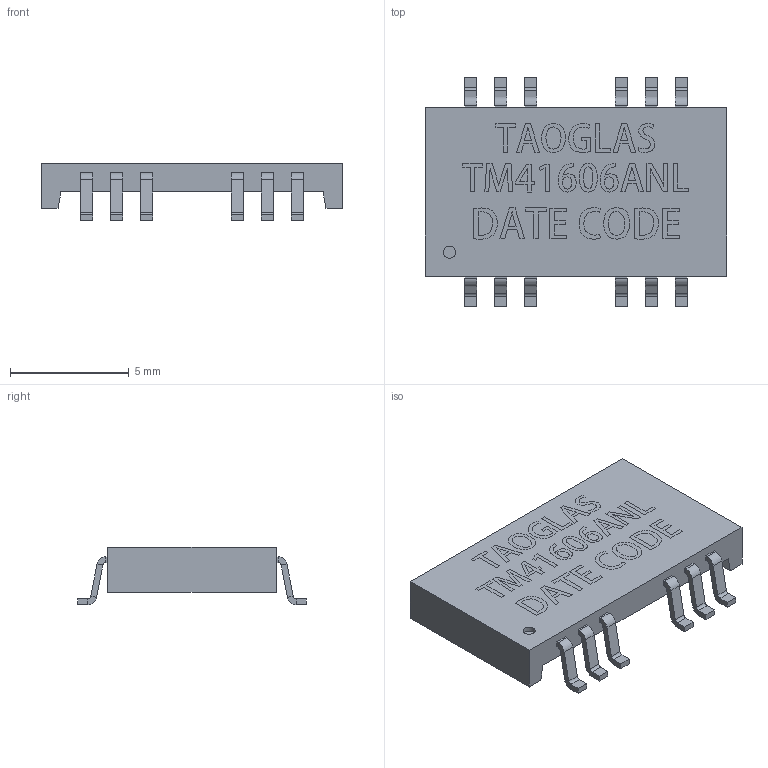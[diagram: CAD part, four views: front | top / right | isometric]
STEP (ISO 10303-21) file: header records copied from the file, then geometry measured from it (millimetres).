
FILE_DESCRIPTION (( 'STEP AP214' ), '1' );
FILE_NAME ('TM41606ANL.STEP', '2024-07-23T05:52:22', ( '' ), ( '' ), 'SwSTEP 2.0', 'SolidWorks 2022', '' );
FILE_SCHEMA (( 'AUTOMOTIVE_DESIGN' ));
Length unit declared in the file: millimetre
Products named in the file (1): TM41606ANL
Bounding box: 12.7 x 9.65 x 2.42 mm (x, y, z)
Volume: 119.7 mm3; surface area: 296.1 mm2
Topology: 1 solids, 1 shells, 302 faces, 834 edges, 584 vertices
Faces by surface type: plane 252, cylinder 50
Entity records: 11062 total; most frequent: CARTESIAN_POINT 2912, ORIENTED_EDGE 1668, DIRECTION 1264, EDGE_CURVE 834, VERTEX_POINT 584, VECTOR 458, LINE 458, AXIS2_PLACEMENT_3D 403
